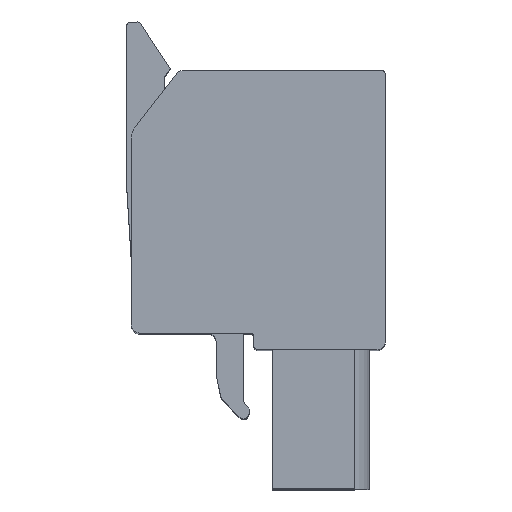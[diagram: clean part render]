
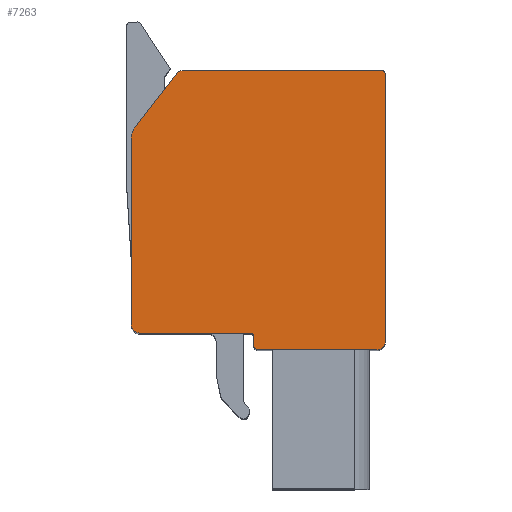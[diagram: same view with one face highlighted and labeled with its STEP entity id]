
A CAD part, top view. The second image highlights one B-rep face of the part: STEP entity #7263.
In plain terms, the highlighted planar face has unit normal (0, 0, 1).
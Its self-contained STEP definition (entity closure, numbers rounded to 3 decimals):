
#200=DIRECTION('',(1.,0.,0.));
#201=VECTOR('',#200,7.05);
#202=CARTESIAN_POINT('',(9.402,11.784,2.94));
#203=LINE('',#202,#201);
#847=CARTESIAN_POINT('',(9.402,12.084,2.94));
#848=DIRECTION('',(0.,0.,1.));
#849=DIRECTION('',(-1.,0.,0.));
#850=AXIS2_PLACEMENT_3D('',#847,#848,#849);
#852=DIRECTION('',(0.,-1.,0.));
#853=VECTOR('',#852,0.5);
#854=CARTESIAN_POINT('',(9.102,12.584,2.94));
#855=LINE('',#854,#853);
#856=CARTESIAN_POINT('',(8.902,12.584,2.94));
#857=DIRECTION('',(0.,0.,-1.));
#858=DIRECTION('',(0.,1.,0.));
#859=AXIS2_PLACEMENT_3D('',#856,#857,#858);
#861=DIRECTION('',(1.,0.,0.));
#862=VECTOR('',#861,6.61);
#863=CARTESIAN_POINT('',(2.292,12.784,2.94));
#864=LINE('',#863,#862);
#865=CARTESIAN_POINT('',(2.292,13.284,2.94));
#866=DIRECTION('',(0.,0.,1.));
#867=DIRECTION('',(-1.,0.,0.));
#868=AXIS2_PLACEMENT_3D('',#865,#866,#867);
#870=DIRECTION('',(0.,-1.,0.));
#871=VECTOR('',#870,11.132);
#872=CARTESIAN_POINT('',(1.792,24.416,2.94));
#873=LINE('',#872,#871);
#874=CARTESIAN_POINT('',(2.792,24.416,2.94));
#875=DIRECTION('',(0.,0.,1.));
#876=DIRECTION('',(-0.789,0.614,0.));
#877=AXIS2_PLACEMENT_3D('',#874,#875,#876);
#879=DIRECTION('',(-0.614,-0.789,0.));
#880=VECTOR('',#879,4.1);
#881=CARTESIAN_POINT('',(4.52,28.266,2.94));
#882=LINE('',#881,#880);
#883=CARTESIAN_POINT('',(4.915,27.959,2.94));
#884=DIRECTION('',(0.,0.,1.));
#885=DIRECTION('',(0.,1.,0.));
#886=AXIS2_PLACEMENT_3D('',#883,#884,#885);
#888=DIRECTION('',(-1.,0.,0.));
#889=VECTOR('',#888,11.838);
#890=CARTESIAN_POINT('',(16.752,28.459,2.94));
#891=LINE('',#890,#889);
#892=CARTESIAN_POINT('',(16.752,28.259,2.94));
#893=DIRECTION('',(0.,0.,1.));
#894=DIRECTION('',(1.,0.,0.));
#895=AXIS2_PLACEMENT_3D('',#892,#893,#894);
#897=DIRECTION('',(0.,1.,0.));
#898=VECTOR('',#897,15.975);
#899=CARTESIAN_POINT('',(16.952,12.284,2.94));
#900=LINE('',#899,#898);
#901=CARTESIAN_POINT('',(16.452,12.284,2.94));
#902=DIRECTION('',(0.,0.,1.));
#903=DIRECTION('',(0.,-1.,0.));
#904=AXIS2_PLACEMENT_3D('',#901,#902,#903);
#4671=CARTESIAN_POINT('',(2.003,25.03,2.94));
#4672=CARTESIAN_POINT('',(1.792,24.416,2.94));
#4673=VERTEX_POINT('',#4671);
#4674=VERTEX_POINT('',#4672);
#4675=CARTESIAN_POINT('',(1.792,13.284,2.94));
#4676=VERTEX_POINT('',#4675);
#4677=CARTESIAN_POINT('',(2.292,12.784,2.94));
#4678=VERTEX_POINT('',#4677);
#4679=CARTESIAN_POINT('',(8.902,12.784,2.94));
#4680=VERTEX_POINT('',#4679);
#4681=CARTESIAN_POINT('',(9.102,12.584,2.94));
#4682=VERTEX_POINT('',#4681);
#4683=CARTESIAN_POINT('',(9.102,12.084,2.94));
#4684=VERTEX_POINT('',#4683);
#4685=CARTESIAN_POINT('',(9.402,11.784,2.94));
#4686=VERTEX_POINT('',#4685);
#4687=CARTESIAN_POINT('',(16.452,11.784,2.94));
#4688=CARTESIAN_POINT('',(16.952,12.284,2.94));
#4689=VERTEX_POINT('',#4687);
#4690=VERTEX_POINT('',#4688);
#4691=CARTESIAN_POINT('',(16.952,28.259,2.94));
#4692=VERTEX_POINT('',#4691);
#4693=CARTESIAN_POINT('',(16.752,28.459,2.94));
#4694=VERTEX_POINT('',#4693);
#4695=CARTESIAN_POINT('',(4.915,28.459,2.94));
#4696=VERTEX_POINT('',#4695);
#4697=CARTESIAN_POINT('',(4.52,28.266,2.94));
#4698=VERTEX_POINT('',#4697);
#7229=CARTESIAN_POINT('',(0.,0.,2.94));
#7230=DIRECTION('',(0.,0.,1.));
#7231=DIRECTION('',(1.,0.,0.));
#7232=AXIS2_PLACEMENT_3D('',#7229,#7230,#7231);
#7233=PLANE('',#7232);
#7234=ORIENTED_EDGE('',*,*,#6032,.F.);
#7236=ORIENTED_EDGE('',*,*,#7235,.F.);
#7238=ORIENTED_EDGE('',*,*,#7237,.F.);
#7240=ORIENTED_EDGE('',*,*,#7239,.F.);
#7242=ORIENTED_EDGE('',*,*,#7241,.F.);
#7244=ORIENTED_EDGE('',*,*,#7243,.F.);
#7246=ORIENTED_EDGE('',*,*,#7245,.F.);
#7248=ORIENTED_EDGE('',*,*,#7247,.F.);
#7250=ORIENTED_EDGE('',*,*,#7249,.F.);
#7252=ORIENTED_EDGE('',*,*,#7251,.F.);
#7254=ORIENTED_EDGE('',*,*,#7253,.F.);
#7256=ORIENTED_EDGE('',*,*,#7255,.F.);
#7258=ORIENTED_EDGE('',*,*,#7257,.F.);
#7260=ORIENTED_EDGE('',*,*,#7259,.F.);
#7261=EDGE_LOOP('',(#7234,#7236,#7238,#7240,#7242,#7244,#7246,#7248,#7250,#7252,
#7254,#7256,#7258,#7260));
#7262=FACE_OUTER_BOUND('',#7261,.F.);
#7263=ADVANCED_FACE('',(#7262),#7233,.T.);
#851=CIRCLE('',#850,0.3);
#860=CIRCLE('',#859,0.2);
#869=CIRCLE('',#868,0.5);
#878=CIRCLE('',#877,1.);
#887=CIRCLE('',#886,0.5);
#896=CIRCLE('',#895,0.2);
#905=CIRCLE('',#904,0.5);
#6032=EDGE_CURVE('',#4686,#4689,#203,.T.);
#7235=EDGE_CURVE('',#4684,#4686,#851,.T.);
#7237=EDGE_CURVE('',#4682,#4684,#855,.T.);
#7239=EDGE_CURVE('',#4680,#4682,#860,.T.);
#7241=EDGE_CURVE('',#4678,#4680,#864,.T.);
#7243=EDGE_CURVE('',#4676,#4678,#869,.T.);
#7245=EDGE_CURVE('',#4674,#4676,#873,.T.);
#7247=EDGE_CURVE('',#4673,#4674,#878,.T.);
#7249=EDGE_CURVE('',#4698,#4673,#882,.T.);
#7251=EDGE_CURVE('',#4696,#4698,#887,.T.);
#7253=EDGE_CURVE('',#4694,#4696,#891,.T.);
#7255=EDGE_CURVE('',#4692,#4694,#896,.T.);
#7257=EDGE_CURVE('',#4690,#4692,#900,.T.);
#7259=EDGE_CURVE('',#4689,#4690,#905,.T.);
